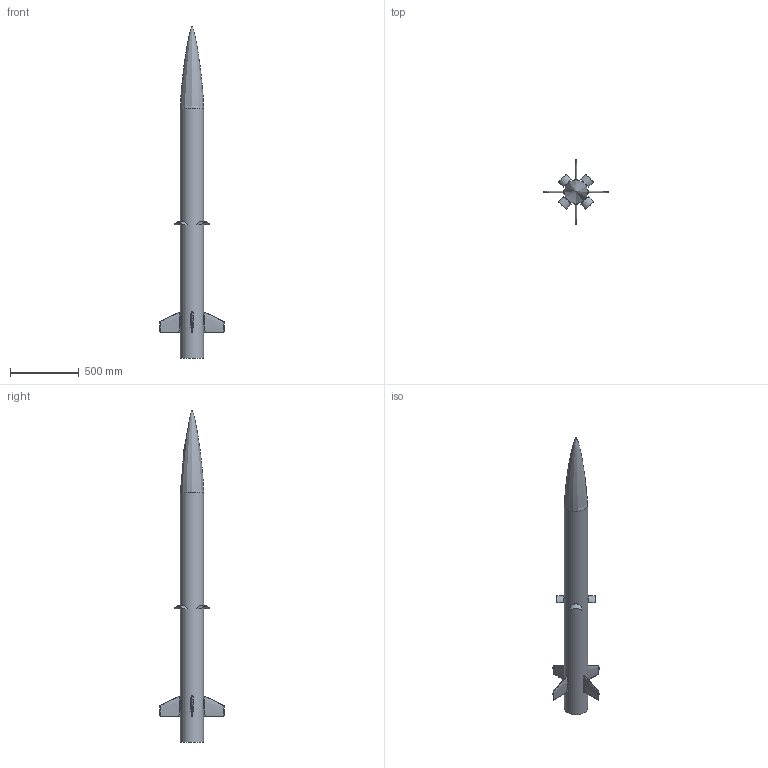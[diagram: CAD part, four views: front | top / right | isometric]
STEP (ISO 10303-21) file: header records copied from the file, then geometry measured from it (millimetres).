
FILE_DESCRIPTION (( 'STEP AP203' ), '1' );
FILE_NAME ('Hollymatt.STEP', '2018-01-31T18:39:31', ( '' ), ( '' ), 'SwSTEP 2.0', 'SolidWorks 2017', '' );
FILE_SCHEMA (( 'CONFIG_CONTROL_DESIGN' ));
Length unit declared in the file: centimetre
Products named in the file (5): foruploadairbrake; Hollymatt; bodytube; Fin 150_75_150 curved; Nosecone 60cm
Assembly tree (10 placements, depth 2):
  Hollymatt
    bodytube
    Fin 150_75_150 curved  x4
    foruploadairbrake  x4
    Nosecone 60cm
Bounding box: 469 x 469 x 2412.8 mm (x, y, z)
Volume: 47904815 mm3; surface area: 1428385.7 mm2
Topology: 10 solids, 10 shells, 85 faces, 191 edges, 117 vertices
Faces by surface type: plane 35, bspline 33, cylinder 17
Full cylindrical faces by diameter (mm): 169 x1
Entity records: 6486 total; most frequent: CARTESIAN_POINT 5341, DIRECTION 96, ORIENTED_EDGE 92, PERSON_AND_ORGANIZATION 50, EDGE_CURVE 46, DATE_AND_TIME 45, CALENDAR_DATE 45, LOCAL_TIME 45
